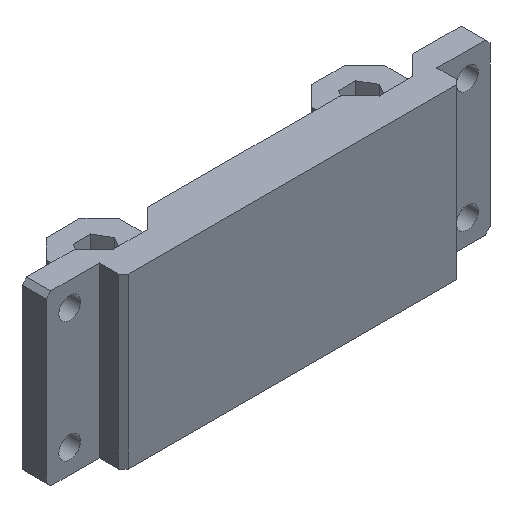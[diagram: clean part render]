
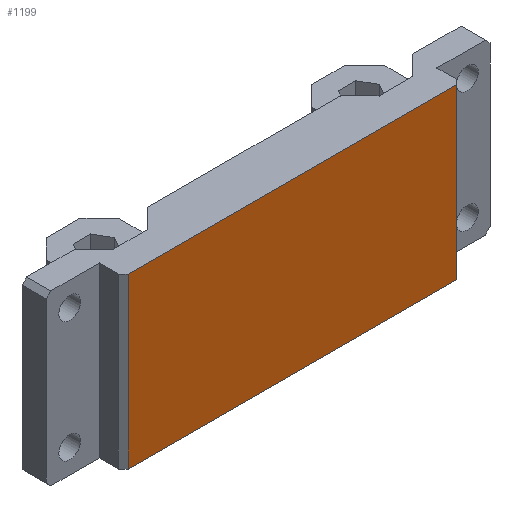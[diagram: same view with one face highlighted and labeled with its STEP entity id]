
A CAD part, isometric view. The second image highlights one B-rep face of the part: STEP entity #1199.
In plain terms, the highlighted planar face has unit normal (0, -1, 0).
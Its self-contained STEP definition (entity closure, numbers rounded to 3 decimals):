
#89=FACE_OUTER_BOUND('',#161,.T.);
#161=EDGE_LOOP('',(#1053,#1054,#1055,#1056));
#242=LINE('',#1722,#400);
#289=LINE('',#1816,#447);
#321=LINE('',#1892,#479);
#323=LINE('',#1895,#481);
#400=VECTOR('',#1394,10.);
#447=VECTOR('',#1467,10.);
#479=VECTOR('',#1547,10.);
#481=VECTOR('',#1551,10.);
#539=VERTEX_POINT('',#1719);
#540=VERTEX_POINT('',#1721);
#573=VERTEX_POINT('',#1813);
#574=VERTEX_POINT('',#1815);
#666=EDGE_CURVE('',#540,#539,#242,.T.);
#713=EDGE_CURVE('',#574,#573,#289,.T.);
#753=EDGE_CURVE('',#574,#539,#321,.T.);
#755=EDGE_CURVE('',#540,#573,#323,.T.);
#1053=ORIENTED_EDGE('',*,*,#753,.F.);
#1054=ORIENTED_EDGE('',*,*,#713,.T.);
#1055=ORIENTED_EDGE('',*,*,#755,.F.);
#1056=ORIENTED_EDGE('',*,*,#666,.T.);
#1143=PLANE('',#1269);
#1199=ADVANCED_FACE('',(#89),#1143,.T.);
#1269=AXIS2_PLACEMENT_3D('',#1894,#1549,#1550);
#1394=DIRECTION('',(1.,0.,0.));
#1467=DIRECTION('',(-1.,0.,0.));
#1547=DIRECTION('',(0.,0.,-1.));
#1549=DIRECTION('center_axis',(0.,-1.,0.));
#1550=DIRECTION('ref_axis',(0.,0.,-1.));
#1551=DIRECTION('',(0.,0.,1.));
#1719=CARTESIAN_POINT('',(229.,0.,0.));
#1721=CARTESIAN_POINT('',(161.,0.,0.));
#1722=CARTESIAN_POINT('',(160.,0.,0.));
#1813=CARTESIAN_POINT('',(161.,0.,35.));
#1815=CARTESIAN_POINT('',(229.,0.,35.));
#1816=CARTESIAN_POINT('',(230.,0.,35.));
#1892=CARTESIAN_POINT('',(229.,0.,8.75));
#1894=CARTESIAN_POINT('Origin',(195.,0.,17.5));
#1895=CARTESIAN_POINT('',(161.,0.,26.25));
